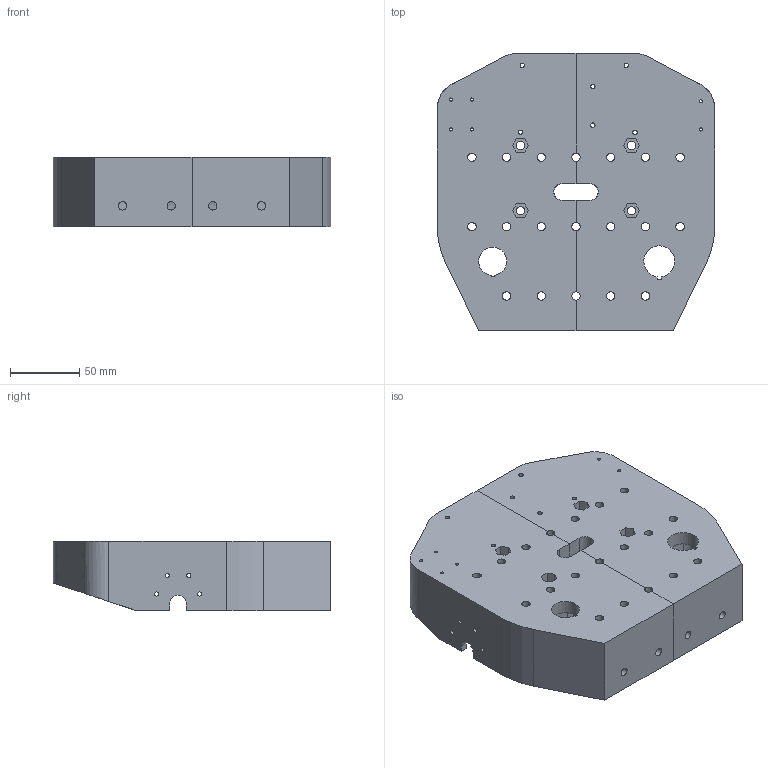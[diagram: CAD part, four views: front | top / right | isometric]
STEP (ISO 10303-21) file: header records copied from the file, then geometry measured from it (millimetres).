
FILE_DESCRIPTION(('FreeCAD Model'),'2;1');
FILE_NAME('hauptchassis.step','2019-10-14T00:08:32',('Author'),(''), 'Open CASCADE STEP processor 7.3','FreeCAD','Unknown');
FILE_SCHEMA(('AUTOMOTIVE_DESIGN { 1 0 10303 214 1 1 1 1 }'));
Length unit declared in the file: millimetre
Products named in the file (1): Hauptchassis
Bounding box: 200 x 200 x 50 mm (x, y, z)
Volume: 668530 mm3; surface area: 171230.8 mm2
Topology: 1 solids, 1 shells, 416 faces, 1133 edges, 727 vertices
Faces by surface type: plane 300, cylinder 116
Full cylindrical faces by diameter (mm): 2 x12, 2.2 x6, 3 x8, 3.2 x6, 6 x24, 23 x4
Entity records: 29231 total; most frequent: CARTESIAN_POINT 6229, DIRECTION 4329, LINE 2826, VECTOR 2826, ORIENTED_EDGE 2266, PCURVE 2266, DEFINITIONAL_REPRESENTATION 2266, EDGE_CURVE 1133
